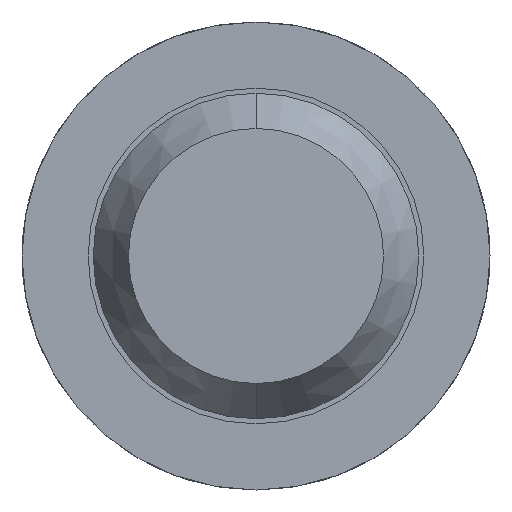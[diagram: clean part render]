
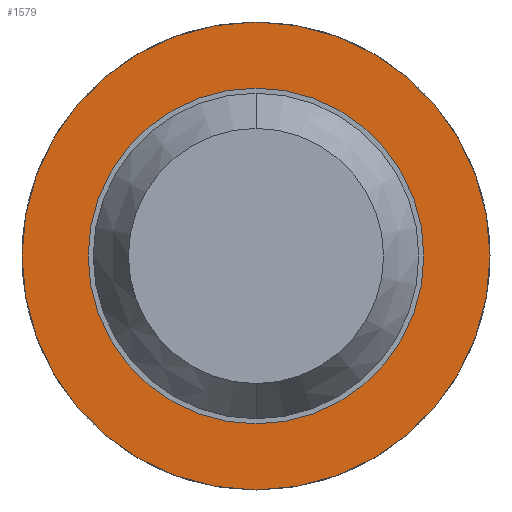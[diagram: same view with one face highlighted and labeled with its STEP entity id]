
A CAD part, front view. The second image highlights one B-rep face of the part: STEP entity #1579.
In plain terms, the highlighted planar face has unit normal (0, -1, 0).
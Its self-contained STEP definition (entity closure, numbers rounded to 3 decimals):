
#15 = CARTESIAN_POINT ( 'NONE',  ( 0., -1.7, 1.15 ) ) ;
#120 = CARTESIAN_POINT ( 'NONE',  ( 0.825, -1.7, 0. ) ) ;
#160 = VERTEX_POINT ( 'NONE', #3218 ) ;
#433 = EDGE_CURVE ( 'NONE', #882, #160, #1567, .T. ) ;
#510 = AXIS2_PLACEMENT_3D ( 'NONE', #120, #3591, #2479 ) ;
#545 = DIRECTION ( 'NONE',  ( 0., 0., 1. ) ) ;
#664 = CIRCLE ( 'NONE', #2566, 0.825 ) ;
#882 = VERTEX_POINT ( 'NONE', #15 ) ;
#902 = CARTESIAN_POINT ( 'NONE',  ( 0., -1.7, -0.825 ) ) ;
#998 = ORIENTED_EDGE ( 'NONE', *, *, #1419, .F. ) ;
#1078 = AXIS2_PLACEMENT_3D ( 'NONE', #1446, #2590, #2851 ) ;
#1165 = EDGE_CURVE ( 'NONE', #2290, #3186, #2610, .T. ) ;
#1367 = DIRECTION ( 'NONE',  ( 0., 1., 0. ) ) ;
#1419 = EDGE_CURVE ( 'NONE', #160, #882, #2828, .T. ) ;
#1432 = CARTESIAN_POINT ( 'NONE',  ( 0., -1.7, 0.825 ) ) ;
#1446 = CARTESIAN_POINT ( 'NONE',  ( 0., -1.7, 0. ) ) ;
#1503 = AXIS2_PLACEMENT_3D ( 'NONE', #1922, #3557, #1936 ) ;
#1567 = CIRCLE ( 'NONE', #1078, 1.15 ) ;
#1579 = ADVANCED_FACE ( 'NONE', ( #3171, #1959 ), #1818, .F. ) ;
#1818 = PLANE ( 'NONE',  #510 ) ;
#1877 = DIRECTION ( 'NONE',  ( 0., 0., 1. ) ) ;
#1922 = CARTESIAN_POINT ( 'NONE',  ( 0., -1.7, 0. ) ) ;
#1936 = DIRECTION ( 'NONE',  ( 0., 0., 1. ) ) ;
#1940 = CARTESIAN_POINT ( 'NONE',  ( 0., -1.7, 0. ) ) ;
#1959 = FACE_BOUND ( 'NONE', #2073, .T. ) ;
#2029 = ORIENTED_EDGE ( 'NONE', *, *, #433, .F. ) ;
#2073 = EDGE_LOOP ( 'NONE', ( #3051, #2279 ) ) ;
#2216 = EDGE_LOOP ( 'NONE', ( #2029, #998 ) ) ;
#2279 = ORIENTED_EDGE ( 'NONE', *, *, #2808, .T. ) ;
#2290 = VERTEX_POINT ( 'NONE', #1432 ) ;
#2479 = DIRECTION ( 'NONE',  ( 0., 0., 1. ) ) ;
#2566 = AXIS2_PLACEMENT_3D ( 'NONE', #2687, #2990, #1877 ) ;
#2590 = DIRECTION ( 'NONE',  ( 0., 1., 0. ) ) ;
#2610 = CIRCLE ( 'NONE', #1503, 0.825 ) ;
#2687 = CARTESIAN_POINT ( 'NONE',  ( 0., -1.7, 0. ) ) ;
#2808 = EDGE_CURVE ( 'NONE', #3186, #2290, #664, .T. ) ;
#2828 = CIRCLE ( 'NONE', #3002, 1.15 ) ;
#2851 = DIRECTION ( 'NONE',  ( 0., 0., 1. ) ) ;
#2990 = DIRECTION ( 'NONE',  ( 0., 1., 0. ) ) ;
#3002 = AXIS2_PLACEMENT_3D ( 'NONE', #1940, #1367, #545 ) ;
#3051 = ORIENTED_EDGE ( 'NONE', *, *, #1165, .T. ) ;
#3171 = FACE_OUTER_BOUND ( 'NONE', #2216, .T. ) ;
#3186 = VERTEX_POINT ( 'NONE', #902 ) ;
#3218 = CARTESIAN_POINT ( 'NONE',  ( 0., -1.7, -1.15 ) ) ;
#3557 = DIRECTION ( 'NONE',  ( 0., 1., 0. ) ) ;
#3591 = DIRECTION ( 'NONE',  ( 0., 1., 0. ) ) ;
